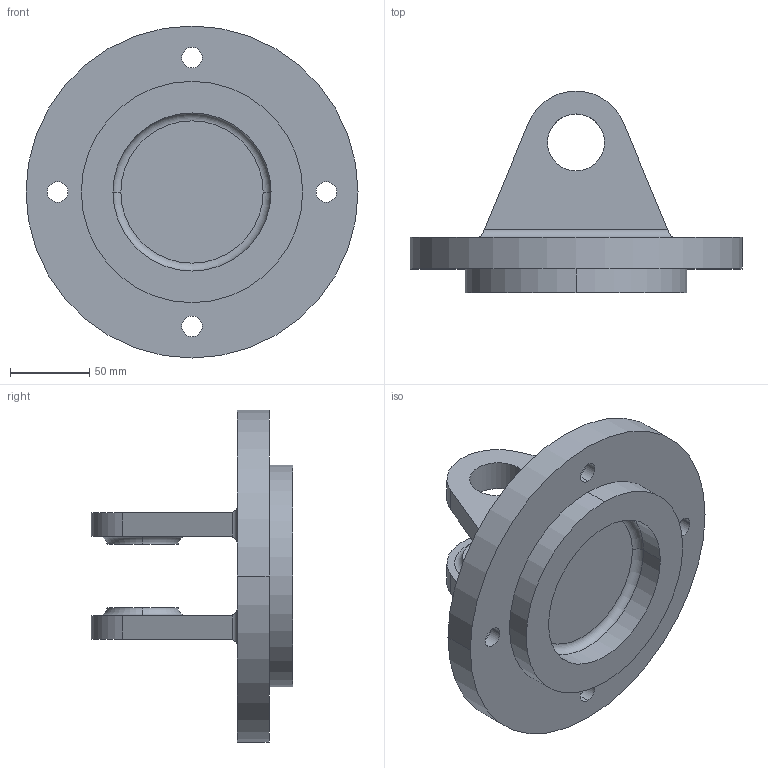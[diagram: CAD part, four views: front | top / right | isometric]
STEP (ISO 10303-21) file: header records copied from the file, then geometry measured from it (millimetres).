
FILE_DESCRIPTION((''),'2;1');
FILE_NAME('RYS_9_3','2018-03-08T22:33:11',('GKam'),(''),'CREO PARAMETRIC BY PTC INC, 2016510','CREO PARAMETRIC BY PTC INC, 2016510','');
FILE_SCHEMA(('AP242_MANAGED_MODEL_BASED_3D_ENGINEERING_MIM_LF { 1 0 10303 442 1 1 4 }'));
Length unit declared in the file: millimetre
Products named in the file (1): RYS_9_3
Bounding box: 210 x 127.5 x 210 mm (x, y, z)
Volume: 943499.1 mm3; surface area: 131729.4 mm2
Topology: 1 solids, 1 shells, 60 faces, 142 edges, 94 vertices
Faces by surface type: cylinder 36, plane 18, torus 6
Entity records: 2399 total; most frequent: CARTESIAN_POINT 390, DIRECTION 349, ORIENTED_EDGE 284, AXIS2_PLACEMENT_3D 144, EDGE_CURVE 142, VERTEX_POINT 94, EDGE_LOOP 82, CIRCLE 72
